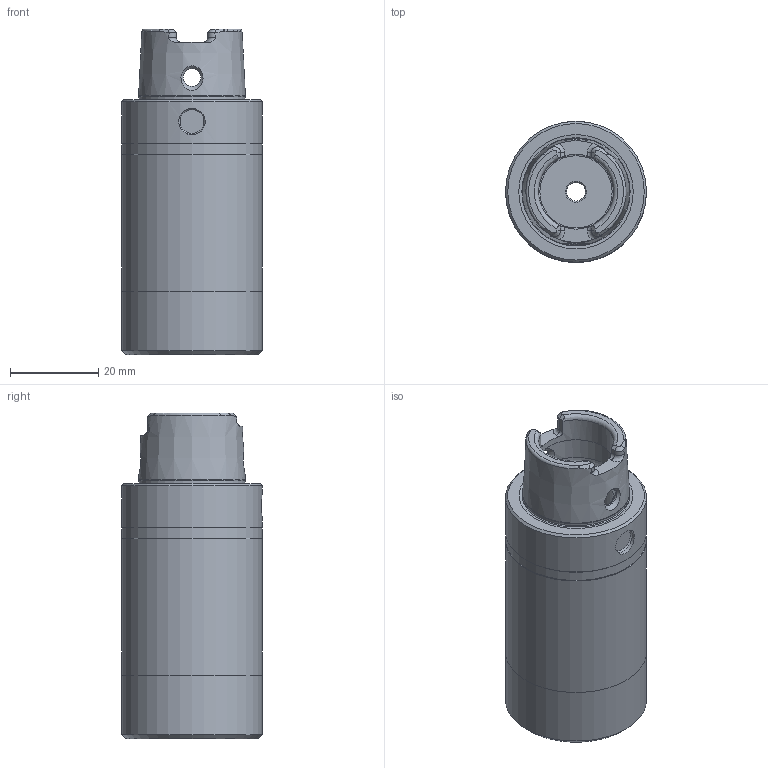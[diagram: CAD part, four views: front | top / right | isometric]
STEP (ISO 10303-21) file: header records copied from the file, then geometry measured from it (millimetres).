
FILE_DESCRIPTION(/* description */ (''),/* implementation_level */ '2;1');
FILE_NAME(/* name */ '253212532.stp',/* time_stamp */ '2021-01-08T12:41:50',/* author */ ('LRA'),/* organization */ ('REGO-FIX'),/* preprocessor_version */ ' Unknown',/* originating_system */ 'SIEMENS PLM Software Solid Edge ST10',/* authorization */ 'Unknown');
FILE_SCHEMA (('AUTOMOTIVE_DESIGN { 1 0 10303 214 2 1 1}'));
Length unit declared in the file: millimetre
Products named in the file (1): NOCUT
Bounding box: 32 x 32 x 74 mm (x, y, z)
Volume: 32289.7 mm3; surface area: 12419.3 mm2
Topology: 1 solids, 1 shells, 79 faces, 202 edges, 125 vertices
Faces by surface type: cylinder 23, plane 22, cone 21, torus 13
Full cylindrical faces by diameter (mm): 4 x2, 4.2 x1, 6 x1, 17 x2, 18 x1, 20.5 x1, 24.129 x1, 31.8 x1, 32 x3
Entity records: 2860 total; most frequent: CARTESIAN_POINT 604, DIRECTION 352, ORIENTED_EDGE 306, AXIS2_PLACEMENT_3D 156, EDGE_CURVE 153, FACE_BOUND 121, EDGE_LOOP 120, VERTEX_POINT 112
